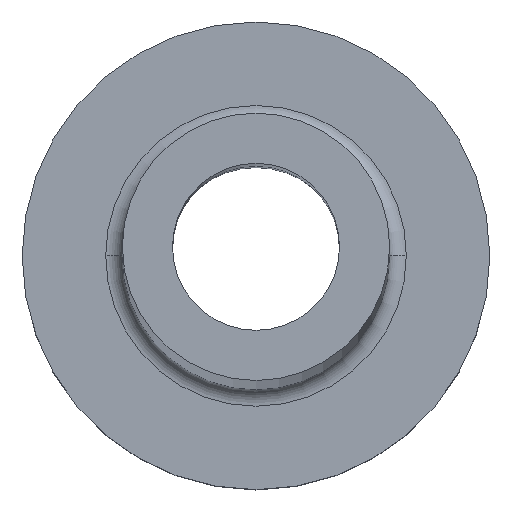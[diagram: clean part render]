
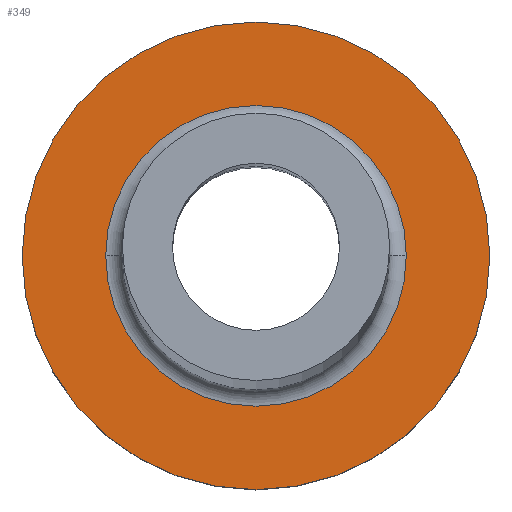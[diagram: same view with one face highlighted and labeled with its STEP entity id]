
A CAD part, top view. The second image highlights one B-rep face of the part: STEP entity #349.
In plain terms, the highlighted planar face has unit normal (0, 0, 1).
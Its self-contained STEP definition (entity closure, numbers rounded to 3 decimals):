
#5 = AXIS2_PLACEMENT_3D ( 'NONE', #44, #324, #288 ) ;
#9 = CARTESIAN_POINT ( 'NONE',  ( 4.5, 0., 5. ) ) ;
#15 = PLANE ( 'NONE',  #19 ) ;
#19 = AXIS2_PLACEMENT_3D ( 'NONE', #437, #232, #83 ) ;
#43 = CIRCLE ( 'NONE', #372, 4.5 ) ;
#44 = CARTESIAN_POINT ( 'NONE',  ( 0., 0., 5. ) ) ;
#49 = CARTESIAN_POINT ( 'NONE',  ( 0., 0., 5. ) ) ;
#55 = EDGE_CURVE ( 'NONE', #201, #203, #364, .T. ) ;
#63 = VERTEX_POINT ( 'NONE', #9 ) ;
#83 = DIRECTION ( 'NONE',  ( 1., 0., 0. ) ) ;
#91 = CARTESIAN_POINT ( 'NONE',  ( 0., 0., 5. ) ) ;
#93 = AXIS2_PLACEMENT_3D ( 'NONE', #91, #454, #206 ) ;
#119 = CARTESIAN_POINT ( 'NONE',  ( -7., 0., 5. ) ) ;
#140 = ORIENTED_EDGE ( 'NONE', *, *, #444, .T. ) ;
#155 = CARTESIAN_POINT ( 'NONE',  ( -4.5, 0., 5. ) ) ;
#166 = DIRECTION ( 'NONE',  ( 1., 0., 0. ) ) ;
#193 = DIRECTION ( 'NONE',  ( 1., 0., 0. ) ) ;
#201 = VERTEX_POINT ( 'NONE', #336 ) ;
#203 = VERTEX_POINT ( 'NONE', #119 ) ;
#206 = DIRECTION ( 'NONE',  ( 1., 0., 0. ) ) ;
#232 = DIRECTION ( 'NONE',  ( 0., 0., 1. ) ) ;
#237 = ORIENTED_EDGE ( 'NONE', *, *, #383, .T. ) ;
#288 = DIRECTION ( 'NONE',  ( 1., 0., 0. ) ) ;
#296 = CIRCLE ( 'NONE', #365, 7. ) ;
#297 = FACE_OUTER_BOUND ( 'NONE', #418, .T. ) ;
#308 = ORIENTED_EDGE ( 'NONE', *, *, #367, .T. ) ;
#319 = CIRCLE ( 'NONE', #93, 4.5 ) ;
#324 = DIRECTION ( 'NONE',  ( 0., 0., 1. ) ) ;
#332 = ORIENTED_EDGE ( 'NONE', *, *, #55, .T. ) ;
#336 = CARTESIAN_POINT ( 'NONE',  ( 7., 0., 5. ) ) ;
#339 = DIRECTION ( 'NONE',  ( 0., 0., -1. ) ) ;
#346 = VERTEX_POINT ( 'NONE', #155 ) ;
#349 = ADVANCED_FACE ( 'NONE', ( #376, #297 ), #15, .T. ) ;
#364 = CIRCLE ( 'NONE', #5, 7. ) ;
#365 = AXIS2_PLACEMENT_3D ( 'NONE', #384, #447, #166 ) ;
#367 = EDGE_CURVE ( 'NONE', #63, #346, #43, .T. ) ;
#372 = AXIS2_PLACEMENT_3D ( 'NONE', #49, #339, #193 ) ;
#376 = FACE_BOUND ( 'NONE', #391, .T. ) ;
#383 = EDGE_CURVE ( 'NONE', #346, #63, #319, .T. ) ;
#384 = CARTESIAN_POINT ( 'NONE',  ( 0., 0., 5. ) ) ;
#391 = EDGE_LOOP ( 'NONE', ( #308, #237 ) ) ;
#418 = EDGE_LOOP ( 'NONE', ( #140, #332 ) ) ;
#437 = CARTESIAN_POINT ( 'NONE',  ( 0., 0., 5. ) ) ;
#444 = EDGE_CURVE ( 'NONE', #203, #201, #296, .T. ) ;
#447 = DIRECTION ( 'NONE',  ( 0., 0., 1. ) ) ;
#454 = DIRECTION ( 'NONE',  ( 0., 0., -1. ) ) ;
